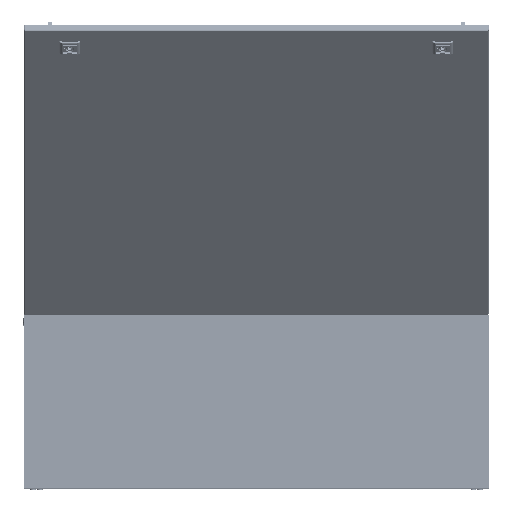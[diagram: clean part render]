
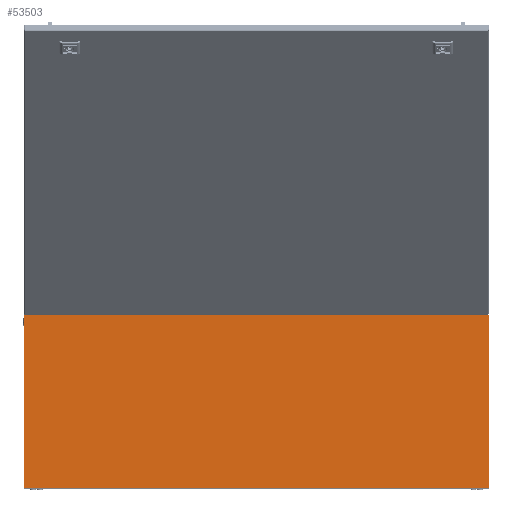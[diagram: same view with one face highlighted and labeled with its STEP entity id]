
A CAD part, front view. The second image highlights one B-rep face of the part: STEP entity #53503.
In plain terms, the highlighted planar face has unit normal (0, -1, 0).
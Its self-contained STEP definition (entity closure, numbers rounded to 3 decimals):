
#9279 = EDGE_LOOP ( 'NONE', ( #132828, #132830, #132832, #132834 ) ) ;
#13842 = VERTEX_POINT ( 'NONE', #94928 ) ;
#13858 = VERTEX_POINT ( 'NONE', #94936 ) ;
#13860 = VERTEX_POINT ( 'NONE', #94937 ) ;
#13864 = VERTEX_POINT ( 'NONE', #94939 ) ;
#46589 = AXIS2_PLACEMENT_3D ( 'NONE', #57478, #57511, #57514 ) ;
#49306 = LINE ( 'NONE', #49327, #51332 ) ;
#49314 = LINE ( 'NONE', #49318, #51331 ) ;
#49318 = CARTESIAN_POINT ( 'NONE',  ( -498.5, -400., 0. ) ) ;
#49320 = DIRECTION ( 'NONE',  ( 0., 0., -1. ) ) ;
#49327 = CARTESIAN_POINT ( 'NONE',  ( 498.5, -400., 372. ) ) ;
#49331 = DIRECTION ( 'NONE',  ( 0., 0., 1. ) ) ;
#49344 = LINE ( 'NONE', #49347, #51337 ) ;
#49347 = CARTESIAN_POINT ( 'NONE',  ( 498.5, -400., 371.9 ) ) ;
#49349 = DIRECTION ( 'NONE',  ( -1., 0., 0. ) ) ;
#49350 = LINE ( 'NONE', #49354, #51339 ) ;
#49354 = CARTESIAN_POINT ( 'NONE',  ( -498.5, -400., 1.5 ) ) ;
#49356 = DIRECTION ( 'NONE',  ( -1., 0., 0. ) ) ;
#51331 = VECTOR ( 'NONE', #49320, 1000. ) ;
#51332 = VECTOR ( 'NONE', #49331, 1000. ) ;
#51337 = VECTOR ( 'NONE', #49349, 1000. ) ;
#51339 = VECTOR ( 'NONE', #49356, 1000. ) ;
#52783 = EDGE_CURVE ( 'NONE', #13858, #13864, #49314, .T. ) ;
#52790 = EDGE_CURVE ( 'NONE', #13842, #13860, #49306, .T. ) ;
#52800 = EDGE_CURVE ( 'NONE', #13860, #13858, #49344, .T. ) ;
#52804 = EDGE_CURVE ( 'NONE', #13842, #13864, #49350, .T. ) ;
#53503 = ADVANCED_FACE ( 'NONE', ( #57502 ), #57505, .F. ) ;
#57478 = CARTESIAN_POINT ( 'NONE',  ( -498.5, -400., 372. ) ) ;
#57502 = FACE_OUTER_BOUND ( 'NONE', #9279, .T. ) ;
#57505 = PLANE ( 'NONE',  #46589 ) ;
#57511 = DIRECTION ( 'NONE',  ( 0., 1., 0. ) ) ;
#57514 = DIRECTION ( 'NONE',  ( 0., 0., 1. ) ) ;
#94928 = CARTESIAN_POINT ( 'NONE',  ( 498.5, -400., 1.5 ) ) ;
#94936 = CARTESIAN_POINT ( 'NONE',  ( -498.5, -400., 371.9 ) ) ;
#94937 = CARTESIAN_POINT ( 'NONE',  ( 498.5, -400., 371.9 ) ) ;
#94939 = CARTESIAN_POINT ( 'NONE',  ( -498.5, -400., 1.5 ) ) ;
#132828 = ORIENTED_EDGE ( 'NONE', *, *, #52800, .T. ) ;
#132830 = ORIENTED_EDGE ( 'NONE', *, *, #52783, .T. ) ;
#132832 = ORIENTED_EDGE ( 'NONE', *, *, #52804, .F. ) ;
#132834 = ORIENTED_EDGE ( 'NONE', *, *, #52790, .T. ) ;
